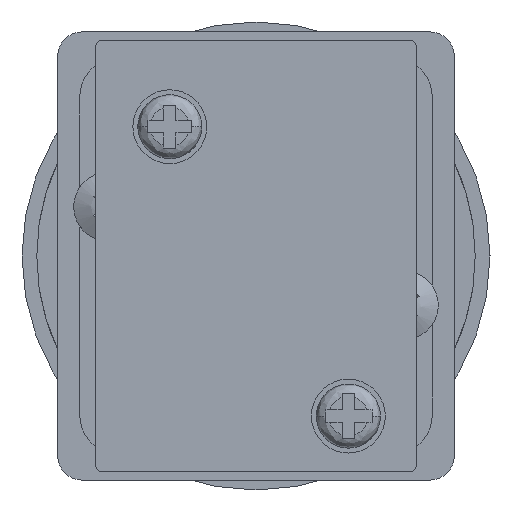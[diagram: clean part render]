
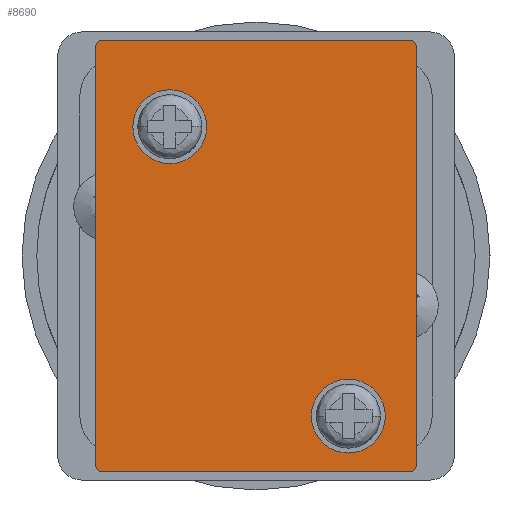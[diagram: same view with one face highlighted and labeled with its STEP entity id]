
A CAD part, front view. The second image highlights one B-rep face of the part: STEP entity #8690.
In plain terms, the highlighted planar face has unit normal (0, -1, 0).
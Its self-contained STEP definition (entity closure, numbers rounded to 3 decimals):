
#95 = ORIENTED_EDGE ( 'NONE', *, *, #16585, .T. ) ;
#227 = VERTEX_POINT ( 'NONE', #3549 ) ;
#827 = CARTESIAN_POINT ( 'NONE',  ( 12.5, -41.361, -52.361 ) ) ;
#1022 = VERTEX_POINT ( 'NONE', #6027 ) ;
#2083 = CARTESIAN_POINT ( 'NONE',  ( -12.5, -41.361, -51.861 ) ) ;
#2086 = VERTEX_POINT ( 'NONE', #15784 ) ;
#2278 = ORIENTED_EDGE ( 'NONE', *, *, #19993, .F. ) ;
#2327 = CARTESIAN_POINT ( 'NONE',  ( 12.5, -41.361, -51.861 ) ) ;
#2439 = VERTEX_POINT ( 'NONE', #11771 ) ;
#2721 = CIRCLE ( 'NONE', #4253, 3. ) ;
#2722 = CARTESIAN_POINT ( 'NONE',  ( 0., -41.361, -17.361 ) ) ;
#3496 = CARTESIAN_POINT ( 'NONE',  ( -13., -41.361, -34.861 ) ) ;
#3549 = CARTESIAN_POINT ( 'NONE',  ( 10.5, -41.361, -47.861 ) ) ;
#3913 = EDGE_CURVE ( 'NONE', #23782, #25982, #17474, .T. ) ;
#4105 = CIRCLE ( 'NONE', #4560, 0.5 ) ;
#4182 = DIRECTION ( 'NONE',  ( -1., 0., 0. ) ) ;
#4253 = AXIS2_PLACEMENT_3D ( 'NONE', #7112, #21713, #9246 ) ;
#4421 = DIRECTION ( 'NONE',  ( -1., 0., 0. ) ) ;
#4560 = AXIS2_PLACEMENT_3D ( 'NONE', #9678, #24221, #11754 ) ;
#4581 = CARTESIAN_POINT ( 'NONE',  ( 12.5, -41.361, -17.361 ) ) ;
#4689 = LINE ( 'NONE', #3496, #25596 ) ;
#4855 = DIRECTION ( 'NONE',  ( -1., 0., 0. ) ) ;
#5790 = ORIENTED_EDGE ( 'NONE', *, *, #21850, .F. ) ;
#6027 = CARTESIAN_POINT ( 'NONE',  ( -10., -41.361, -24.361 ) ) ;
#6047 = EDGE_CURVE ( 'NONE', #227, #21309, #8290, .T. ) ;
#6193 = LINE ( 'NONE', #25729, #27096 ) ;
#7087 = VERTEX_POINT ( 'NONE', #827 ) ;
#7112 = CARTESIAN_POINT ( 'NONE',  ( -7., -41.361, -24.361 ) ) ;
#7315 = ORIENTED_EDGE ( 'NONE', *, *, #20247, .F. ) ;
#7342 = DIRECTION ( 'NONE',  ( 0., 1., 0. ) ) ;
#7838 = DIRECTION ( 'NONE',  ( 0., 1., 0. ) ) ;
#7923 = CARTESIAN_POINT ( 'NONE',  ( 13., -41.361, -17.861 ) ) ;
#8098 = DIRECTION ( 'NONE',  ( 0., -1., 0. ) ) ;
#8290 = CIRCLE ( 'NONE', #25656, 3. ) ;
#8547 = CARTESIAN_POINT ( 'NONE',  ( -4., -41.361, -24.361 ) ) ;
#8603 = EDGE_CURVE ( 'NONE', #1022, #9690, #10123, .T. ) ;
#8690 = ADVANCED_FACE ( 'NONE', ( #25417, #24765, #8783 ), #20346, .F. ) ;
#8783 = FACE_BOUND ( 'NONE', #21202, .T. ) ;
#8976 = ORIENTED_EDGE ( 'NONE', *, *, #20369, .F. ) ;
#9246 = DIRECTION ( 'NONE',  ( 1., 0., 0. ) ) ;
#9662 = AXIS2_PLACEMENT_3D ( 'NONE', #9688, #24233, #11767 ) ;
#9678 = CARTESIAN_POINT ( 'NONE',  ( -12.5, -41.361, -17.861 ) ) ;
#9688 = CARTESIAN_POINT ( 'NONE',  ( -7., -41.361, -24.361 ) ) ;
#9690 = VERTEX_POINT ( 'NONE', #8547 ) ;
#10123 = CIRCLE ( 'NONE', #9662, 3. ) ;
#10124 = DIRECTION ( 'NONE',  ( 0., -1., 0. ) ) ;
#10657 = CIRCLE ( 'NONE', #15642, 0.5 ) ;
#10847 = ORIENTED_EDGE ( 'NONE', *, *, #25903, .F. ) ;
#11521 = CIRCLE ( 'NONE', #20212, 3. ) ;
#11605 = ORIENTED_EDGE ( 'NONE', *, *, #3913, .F. ) ;
#11754 = DIRECTION ( 'NONE',  ( -1., 0., 0. ) ) ;
#11767 = DIRECTION ( 'NONE',  ( 1., 0., 0. ) ) ;
#11771 = CARTESIAN_POINT ( 'NONE',  ( -12.5, -41.361, -17.361 ) ) ;
#12050 = VERTEX_POINT ( 'NONE', #14233 ) ;
#12621 = ORIENTED_EDGE ( 'NONE', *, *, #22805, .F. ) ;
#13245 = DIRECTION ( 'NONE',  ( 0., 0., 1. ) ) ;
#14041 = CARTESIAN_POINT ( 'NONE',  ( 0., -41.361, -34.861 ) ) ;
#14093 = EDGE_CURVE ( 'NONE', #12050, #7087, #22282, .T. ) ;
#14216 = ORIENTED_EDGE ( 'NONE', *, *, #6047, .F. ) ;
#14233 = CARTESIAN_POINT ( 'NONE',  ( 13., -41.361, -51.861 ) ) ;
#14856 = ORIENTED_EDGE ( 'NONE', *, *, #26888, .F. ) ;
#15205 = AXIS2_PLACEMENT_3D ( 'NONE', #2327, #16955, #4421 ) ;
#15619 = CARTESIAN_POINT ( 'NONE',  ( -13., -41.361, -17.861 ) ) ;
#15642 = AXIS2_PLACEMENT_3D ( 'NONE', #2083, #16695, #4182 ) ;
#15784 = CARTESIAN_POINT ( 'NONE',  ( -12.5, -41.361, -52.361 ) ) ;
#16025 = DIRECTION ( 'NONE',  ( 0., 0., 1. ) ) ;
#16203 = VERTEX_POINT ( 'NONE', #15619 ) ;
#16305 = VECTOR ( 'NONE', #19436, 1000. ) ;
#16380 = AXIS2_PLACEMENT_3D ( 'NONE', #19851, #7342, #21944 ) ;
#16585 = EDGE_CURVE ( 'NONE', #12050, #25982, #6193, .T. ) ;
#16685 = EDGE_LOOP ( 'NONE', ( #10847, #7315, #2278, #5790, #17990, #95, #11605, #12621 ) ) ;
#16695 = DIRECTION ( 'NONE',  ( 0., 1., 0. ) ) ;
#16955 = DIRECTION ( 'NONE',  ( 0., 1., 0. ) ) ;
#17474 = CIRCLE ( 'NONE', #16380, 0.5 ) ;
#17488 = CARTESIAN_POINT ( 'NONE',  ( 0., -41.361, -52.361 ) ) ;
#17990 = ORIENTED_EDGE ( 'NONE', *, *, #14093, .F. ) ;
#18530 = CARTESIAN_POINT ( 'NONE',  ( -13., -41.361, -51.861 ) ) ;
#19170 = EDGE_LOOP ( 'NONE', ( #14216, #8976 ) ) ;
#19436 = DIRECTION ( 'NONE',  ( 1., 0., 0. ) ) ;
#19851 = CARTESIAN_POINT ( 'NONE',  ( 12.5, -41.361, -17.861 ) ) ;
#19993 = EDGE_CURVE ( 'NONE', #2086, #24515, #10657, .T. ) ;
#20212 = AXIS2_PLACEMENT_3D ( 'NONE', #20608, #8098, #22673 ) ;
#20247 = EDGE_CURVE ( 'NONE', #24515, #16203, #4689, .T. ) ;
#20346 = PLANE ( 'NONE',  #20862 ) ;
#20369 = EDGE_CURVE ( 'NONE', #21309, #227, #11521, .T. ) ;
#20608 = CARTESIAN_POINT ( 'NONE',  ( 7.5, -41.361, -47.861 ) ) ;
#20717 = ORIENTED_EDGE ( 'NONE', *, *, #8603, .F. ) ;
#20862 = AXIS2_PLACEMENT_3D ( 'NONE', #14041, #7838, #22410 ) ;
#21202 = EDGE_LOOP ( 'NONE', ( #14856, #20717 ) ) ;
#21238 = LINE ( 'NONE', #17488, #26124 ) ;
#21309 = VERTEX_POINT ( 'NONE', #23606 ) ;
#21713 = DIRECTION ( 'NONE',  ( 0., -1., 0. ) ) ;
#21850 = EDGE_CURVE ( 'NONE', #7087, #2086, #21238, .T. ) ;
#21944 = DIRECTION ( 'NONE',  ( -1., 0., 0. ) ) ;
#22282 = CIRCLE ( 'NONE', #15205, 0.5 ) ;
#22410 = DIRECTION ( 'NONE',  ( -1., 0., 0. ) ) ;
#22464 = LINE ( 'NONE', #2722, #16305 ) ;
#22550 = CARTESIAN_POINT ( 'NONE',  ( 7.5, -41.361, -47.861 ) ) ;
#22673 = DIRECTION ( 'NONE',  ( 1., 0., 0. ) ) ;
#22805 = EDGE_CURVE ( 'NONE', #2439, #23782, #22464, .T. ) ;
#23606 = CARTESIAN_POINT ( 'NONE',  ( 4.5, -41.361, -47.861 ) ) ;
#23782 = VERTEX_POINT ( 'NONE', #4581 ) ;
#24221 = DIRECTION ( 'NONE',  ( 0., 1., 0. ) ) ;
#24233 = DIRECTION ( 'NONE',  ( 0., -1., 0. ) ) ;
#24515 = VERTEX_POINT ( 'NONE', #18530 ) ;
#24666 = DIRECTION ( 'NONE',  ( 1., 0., 0. ) ) ;
#24765 = FACE_BOUND ( 'NONE', #19170, .T. ) ;
#25417 = FACE_OUTER_BOUND ( 'NONE', #16685, .T. ) ;
#25596 = VECTOR ( 'NONE', #16025, 1000. ) ;
#25656 = AXIS2_PLACEMENT_3D ( 'NONE', #22550, #10124, #24666 ) ;
#25729 = CARTESIAN_POINT ( 'NONE',  ( 13., -41.361, -17.361 ) ) ;
#25903 = EDGE_CURVE ( 'NONE', #16203, #2439, #4105, .T. ) ;
#25982 = VERTEX_POINT ( 'NONE', #7923 ) ;
#26124 = VECTOR ( 'NONE', #4855, 1000. ) ;
#26888 = EDGE_CURVE ( 'NONE', #9690, #1022, #2721, .T. ) ;
#27096 = VECTOR ( 'NONE', #13245, 1000. ) ;
